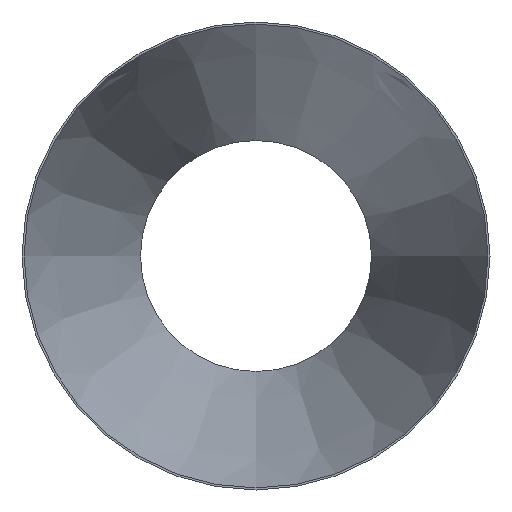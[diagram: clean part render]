
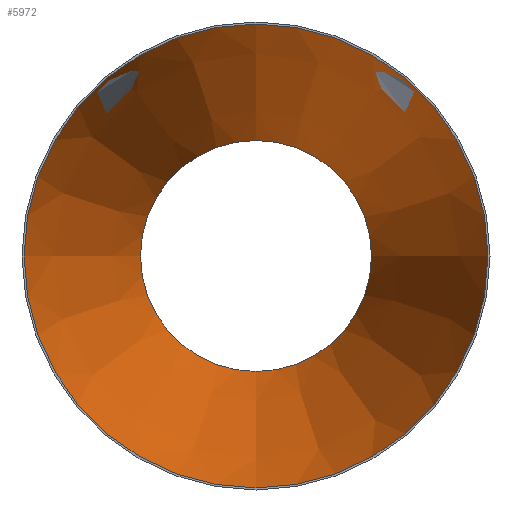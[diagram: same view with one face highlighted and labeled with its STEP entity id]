
A CAD part, front view. The second image highlights one B-rep face of the part: STEP entity #5972.
In plain terms, the highlighted conical face has half-angle 16.111 degrees and reference radius 350.877 mm.
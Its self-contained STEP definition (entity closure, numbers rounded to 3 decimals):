
#833 = FACE_BOUND ( 'NONE', #44849, .T. ) ;
#2640 = VERTEX_POINT ( 'NONE', #27151 ) ;
#5396 = CONICAL_SURFACE ( 'NONE', #48316, 350.877, 0.281 ) ;
#5972 = ADVANCED_FACE ( 'NONE', ( #833, #9524 ), #5396, .F. ) ;
#7120 = DIRECTION ( 'NONE',  ( 0., -1., 0. ) ) ;
#9524 = FACE_OUTER_BOUND ( 'NONE', #19752, .T. ) ;
#10334 = ORIENTED_EDGE ( 'NONE', *, *, #47087, .F. ) ;
#10720 = DIRECTION ( 'NONE',  ( 0., 0., -1. ) ) ;
#13499 = DIRECTION ( 'NONE',  ( 0., -1., 0. ) ) ;
#19752 = EDGE_LOOP ( 'NONE', ( #21828 ) ) ;
#21828 = ORIENTED_EDGE ( 'NONE', *, *, #32287, .T. ) ;
#23123 = CIRCLE ( 'NONE', #43320, 350.877 ) ;
#23710 = CARTESIAN_POINT ( 'NONE',  ( 0., 610., 0. ) ) ;
#24808 = CARTESIAN_POINT ( 'NONE',  ( 0., 0., 0. ) ) ;
#27151 = CARTESIAN_POINT ( 'NONE',  ( 0., 0., -350.877 ) ) ;
#28256 = DIRECTION ( 'NONE',  ( 0., -1., 0. ) ) ;
#31603 = VERTEX_POINT ( 'NONE', #47950 ) ;
#31939 = CARTESIAN_POINT ( 'NONE',  ( 0., 0., 0. ) ) ;
#32287 = EDGE_CURVE ( 'NONE', #2640, #2640, #23123, .T. ) ;
#39548 = CIRCLE ( 'NONE', #45453, 174.677 ) ;
#41660 = DIRECTION ( 'NONE',  ( 0., 0., -1. ) ) ;
#43320 = AXIS2_PLACEMENT_3D ( 'NONE', #31939, #28256, #10720 ) ;
#44849 = EDGE_LOOP ( 'NONE', ( #10334 ) ) ;
#45453 = AXIS2_PLACEMENT_3D ( 'NONE', #23710, #7120, #51657 ) ;
#47087 = EDGE_CURVE ( 'NONE', #31603, #31603, #39548, .T. ) ;
#47950 = CARTESIAN_POINT ( 'NONE',  ( 0., 610., -174.677 ) ) ;
#48316 = AXIS2_PLACEMENT_3D ( 'NONE', #24808, #13499, #41660 ) ;
#51657 = DIRECTION ( 'NONE',  ( 0., 0., -1. ) ) ;
